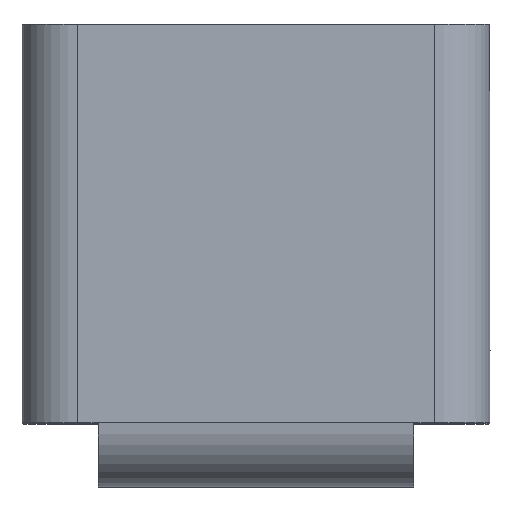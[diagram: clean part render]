
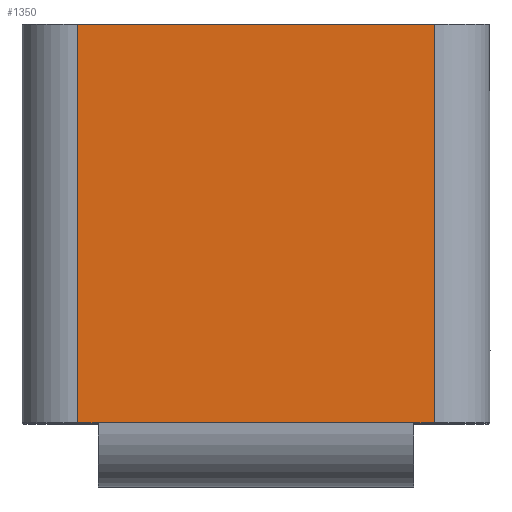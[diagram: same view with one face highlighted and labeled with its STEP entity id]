
A CAD part, top view. The second image highlights one B-rep face of the part: STEP entity #1350.
In plain terms, the highlighted face is planar.
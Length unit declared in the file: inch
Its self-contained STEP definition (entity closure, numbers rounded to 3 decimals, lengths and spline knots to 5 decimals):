
#167=FACE_OUTER_BOUND('',#249,.T.);
#249=EDGE_LOOP('',(#1032,#1033,#1034,#1035,#1036,#1037));
#314=LINE('',#2052,#446);
#369=LINE('',#2223,#501);
#370=LINE('',#2226,#502);
#371=LINE('',#2227,#503);
#372=LINE('',#2229,#504);
#373=LINE('',#2230,#505);
#446=VECTOR('',#1614,0.3937);
#501=VECTOR('',#1753,0.3937);
#502=VECTOR('',#1756,0.3937);
#503=VECTOR('',#1757,0.3937);
#504=VECTOR('',#1758,0.3937);
#505=VECTOR('',#1759,0.3937);
#575=VERTEX_POINT('',#2037);
#580=VERTEX_POINT('',#2051);
#625=VERTEX_POINT('',#2219);
#626=VERTEX_POINT('',#2221);
#627=VERTEX_POINT('',#2225);
#628=VERTEX_POINT('',#2228);
#704=EDGE_CURVE('',#575,#580,#314,.T.);
#777=EDGE_CURVE('',#625,#626,#369,.T.);
#778=EDGE_CURVE('',#625,#627,#370,.T.);
#779=EDGE_CURVE('',#580,#626,#371,.T.);
#780=EDGE_CURVE('',#628,#575,#372,.T.);
#781=EDGE_CURVE('',#627,#628,#373,.T.);
#1032=ORIENTED_EDGE('',*,*,#778,.F.);
#1033=ORIENTED_EDGE('',*,*,#777,.T.);
#1034=ORIENTED_EDGE('',*,*,#779,.F.);
#1035=ORIENTED_EDGE('',*,*,#704,.F.);
#1036=ORIENTED_EDGE('',*,*,#780,.F.);
#1037=ORIENTED_EDGE('',*,*,#781,.F.);
#1297=PLANE('',#1481);
#1350=ADVANCED_FACE('',(#167),#1297,.T.);
#1481=AXIS2_PLACEMENT_3D('',#2224,#1754,#1755);
#1614=DIRECTION('',(1.,0.,0.));
#1753=DIRECTION('',(0.,-1.,0.));
#1754=DIRECTION('center_axis',(0.,0.,-1.));
#1755=DIRECTION('ref_axis',(1.,0.,0.));
#1756=DIRECTION('',(-1.,0.,0.));
#1757=DIRECTION('',(1.,0.,0.));
#1758=DIRECTION('',(1.,0.,0.));
#1759=DIRECTION('',(0.,-1.,0.));
#2037=CARTESIAN_POINT('',(0.07091,-0.13386,-0.21759));
#2051=CARTESIAN_POINT('',(0.17682,-0.13386,-0.21759));
#2052=CARTESIAN_POINT('',(0.18381,-0.13386,-0.21759));
#2219=CARTESIAN_POINT('',(0.18381,0.,-0.21759));
#2221=CARTESIAN_POINT('',(0.18381,-0.13386,-0.21759));
#2223=CARTESIAN_POINT('',(0.18381,0.,-0.21759));
#2224=CARTESIAN_POINT('Origin',(0.06393,0.,-0.21759));
#2225=CARTESIAN_POINT('',(0.06393,0.,-0.21759));
#2226=CARTESIAN_POINT('',(0.18381,0.,-0.21759));
#2227=CARTESIAN_POINT('',(0.18381,-0.13386,-0.21759));
#2228=CARTESIAN_POINT('',(0.06393,-0.13386,-0.21759));
#2229=CARTESIAN_POINT('',(0.18381,-0.13386,-0.21759));
#2230=CARTESIAN_POINT('',(0.06393,0.,-0.21759));
